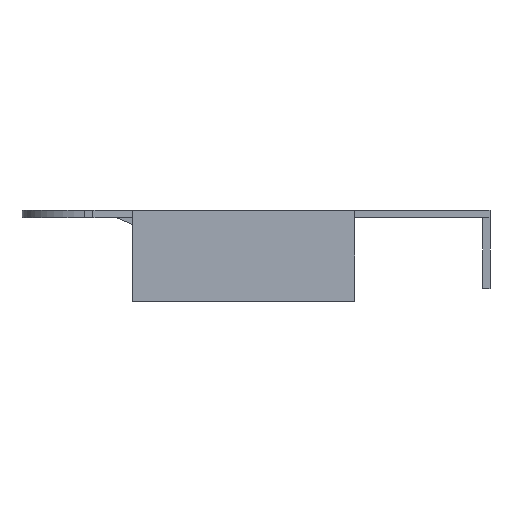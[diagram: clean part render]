
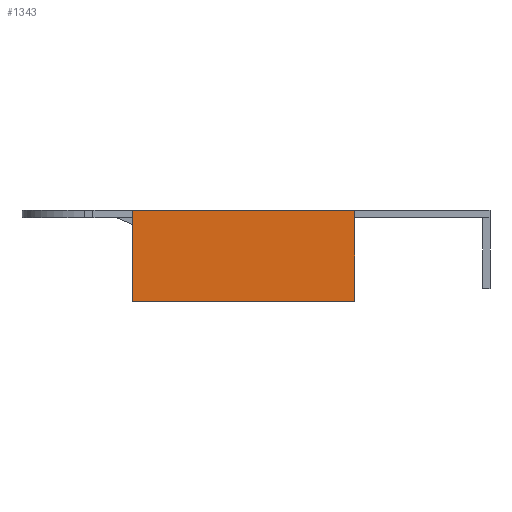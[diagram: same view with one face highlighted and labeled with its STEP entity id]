
A CAD part, left-side view. The second image highlights one B-rep face of the part: STEP entity #1343.
In plain terms, the highlighted planar face has unit normal (-1, 0, 0).
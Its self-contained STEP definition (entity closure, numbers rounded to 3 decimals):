
#78=PLANE('',#1416);
#145=FACE_OUTER_BOUND('',#214,.T.);
#214=EDGE_LOOP('',(#1221,#1222,#1223,#1224,#1225));
#366=LINE('',#2571,#537);
#382=LINE('',#2601,#553);
#386=LINE('',#2609,#557);
#388=LINE('',#2612,#559);
#389=LINE('',#2613,#560);
#537=VECTOR('',#1667,10.);
#553=VECTOR('',#1693,10.);
#557=VECTOR('',#1701,10.);
#559=VECTOR('',#1705,10.);
#560=VECTOR('',#1706,10.);
#690=VERTEX_POINT('',#2568);
#691=VERTEX_POINT('',#2570);
#699=VERTEX_POINT('',#2598);
#700=VERTEX_POINT('',#2600);
#702=VERTEX_POINT('',#2608);
#868=EDGE_CURVE('',#691,#690,#366,.T.);
#884=EDGE_CURVE('',#699,#700,#382,.T.);
#888=EDGE_CURVE('',#702,#691,#386,.T.);
#890=EDGE_CURVE('',#702,#699,#388,.T.);
#891=EDGE_CURVE('',#700,#690,#389,.T.);
#1221=ORIENTED_EDGE('',*,*,#890,.F.);
#1222=ORIENTED_EDGE('',*,*,#888,.T.);
#1223=ORIENTED_EDGE('',*,*,#868,.T.);
#1224=ORIENTED_EDGE('',*,*,#891,.F.);
#1225=ORIENTED_EDGE('',*,*,#884,.F.);
#1343=ADVANCED_FACE('',(#145),#78,.T.);
#1416=AXIS2_PLACEMENT_3D('',#2611,#1703,#1704);
#1667=DIRECTION('',(0.,0.,1.));
#1693=DIRECTION('',(0.,0.,1.));
#1701=DIRECTION('',(0.,0.,1.));
#1703=DIRECTION('center_axis',(-1.,0.,0.));
#1704=DIRECTION('ref_axis',(0.,-1.,0.));
#1705=DIRECTION('',(0.,1.,0.));
#1706=DIRECTION('',(0.,-1.,0.));
#2568=CARTESIAN_POINT('',(-10.498,-4.672,3.85));
#2570=CARTESIAN_POINT('',(-10.498,-4.672,3.55));
#2571=CARTESIAN_POINT('',(-10.498,-4.672,0.));
#2598=CARTESIAN_POINT('',(-10.498,4.72,0.));
#2600=CARTESIAN_POINT('',(-10.498,4.72,3.85));
#2601=CARTESIAN_POINT('',(-10.498,4.72,0.));
#2608=CARTESIAN_POINT('',(-10.498,-4.672,0.));
#2609=CARTESIAN_POINT('',(-10.498,-4.672,0.));
#2611=CARTESIAN_POINT('Origin',(-10.498,4.72,0.));
#2612=CARTESIAN_POINT('',(-10.498,-4.672,0.));
#2613=CARTESIAN_POINT('',(-10.498,-4.672,3.85));
